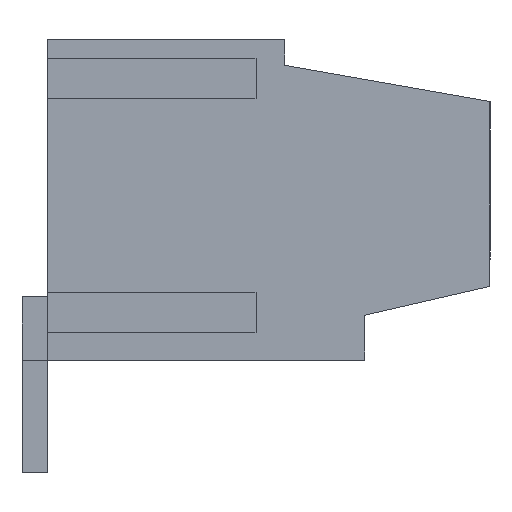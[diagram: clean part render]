
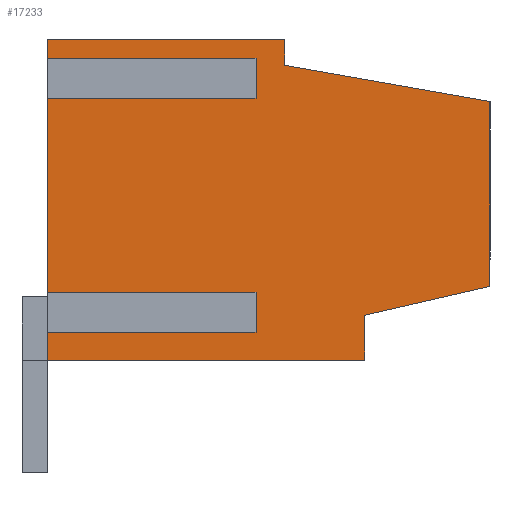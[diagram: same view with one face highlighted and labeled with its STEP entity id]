
A CAD part, left-side view. The second image highlights one B-rep face of the part: STEP entity #17233.
In plain terms, the highlighted planar face has unit normal (-1, 0, 0).
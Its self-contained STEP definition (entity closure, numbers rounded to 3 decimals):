
#17101=AXIS2_PLACEMENT_3D('Plane Axis2P3D',#17098,#17099,#17100) ;
#17098=CARTESIAN_POINT('Axis2P3D Location',(0.55,14.6,0.)) ;
#17103=CARTESIAN_POINT('Line Origine',(0.55,13.8,8.65)) ;
#17107=CARTESIAN_POINT('Vertex',(0.55,13.8,11.994)) ;
#17109=CARTESIAN_POINT('Vertex',(0.55,13.8,5.306)) ;
#17112=CARTESIAN_POINT('Line Origine',(0.55,10.55,5.306)) ;
#17116=CARTESIAN_POINT('Vertex',(0.55,7.3,5.306)) ;
#17119=CARTESIAN_POINT('Line Origine',(0.55,7.3,5.)) ;
#17123=CARTESIAN_POINT('Vertex',(0.55,7.3,4.694)) ;
#17126=CARTESIAN_POINT('Line Origine',(0.55,10.55,4.694)) ;
#17130=CARTESIAN_POINT('Vertex',(0.55,13.8,4.694)) ;
#17133=CARTESIAN_POINT('Line Origine',(0.55,13.8,4.097)) ;
#17137=CARTESIAN_POINT('Vertex',(0.55,13.8,3.5)) ;
#17140=CARTESIAN_POINT('Line Origine',(0.55,8.85,3.5)) ;
#17144=CARTESIAN_POINT('Vertex',(0.55,3.9,3.5)) ;
#17147=CARTESIAN_POINT('Line Origine',(0.55,3.9,4.2)) ;
#17151=CARTESIAN_POINT('Vertex',(0.55,3.9,4.9)) ;
#17154=CARTESIAN_POINT('Line Origine',(0.55,1.95,5.35)) ;
#17158=CARTESIAN_POINT('Vertex',(0.55,0.,5.8)) ;
#17161=CARTESIAN_POINT('Line Origine',(0.55,0.,8.686)) ;
#17165=CARTESIAN_POINT('Vertex',(0.55,0.,11.572)) ;
#17168=CARTESIAN_POINT('Line Origine',(0.55,3.2,12.136)) ;
#17172=CARTESIAN_POINT('Vertex',(0.55,6.4,12.7)) ;
#17175=CARTESIAN_POINT('Line Origine',(0.55,6.4,13.1)) ;
#17179=CARTESIAN_POINT('Vertex',(0.55,6.4,13.5)) ;
#17182=CARTESIAN_POINT('Line Origine',(0.55,10.1,13.5)) ;
#17186=CARTESIAN_POINT('Vertex',(0.55,13.8,13.5)) ;
#17189=CARTESIAN_POINT('Line Origine',(0.55,13.8,13.053)) ;
#17193=CARTESIAN_POINT('Vertex',(0.55,13.8,12.606)) ;
#17196=CARTESIAN_POINT('Line Origine',(0.55,10.55,12.606)) ;
#17200=CARTESIAN_POINT('Vertex',(0.55,7.3,12.606)) ;
#17203=CARTESIAN_POINT('Line Origine',(0.55,7.3,12.3)) ;
#17207=CARTESIAN_POINT('Vertex',(0.55,7.3,11.994)) ;
#17210=CARTESIAN_POINT('Line Origine',(0.55,10.55,11.994)) ;
#17099=DIRECTION('Axis2P3D Direction',(-1.,0.,0.)) ;
#17100=DIRECTION('Axis2P3D XDirection',(0.,-1.,0.)) ;
#17104=DIRECTION('Vector Direction',(0.,0.,-1.)) ;
#17113=DIRECTION('Vector Direction',(0.,-1.,0.)) ;
#17120=DIRECTION('Vector Direction',(0.,0.,-1.)) ;
#17127=DIRECTION('Vector Direction',(0.,-1.,0.)) ;
#17134=DIRECTION('Vector Direction',(0.,0.,-1.)) ;
#17141=DIRECTION('Vector Direction',(0.,-1.,0.)) ;
#17148=DIRECTION('Vector Direction',(0.,0.,1.)) ;
#17155=DIRECTION('Vector Direction',(0.,-0.974,0.225)) ;
#17162=DIRECTION('Vector Direction',(0.,0.,1.)) ;
#17169=DIRECTION('Vector Direction',(0.,0.985,0.174)) ;
#17176=DIRECTION('Vector Direction',(0.,0.,1.)) ;
#17183=DIRECTION('Vector Direction',(0.,1.,0.)) ;
#17190=DIRECTION('Vector Direction',(0.,0.,-1.)) ;
#17197=DIRECTION('Vector Direction',(0.,-1.,0.)) ;
#17204=DIRECTION('Vector Direction',(0.,0.,-1.)) ;
#17211=DIRECTION('Vector Direction',(0.,-1.,0.)) ;
#17105=VECTOR('Line Direction',#17104,1.) ;
#17114=VECTOR('Line Direction',#17113,1.) ;
#17121=VECTOR('Line Direction',#17120,1.) ;
#17128=VECTOR('Line Direction',#17127,1.) ;
#17135=VECTOR('Line Direction',#17134,1.) ;
#17142=VECTOR('Line Direction',#17141,1.) ;
#17149=VECTOR('Line Direction',#17148,1.) ;
#17156=VECTOR('Line Direction',#17155,1.) ;
#17163=VECTOR('Line Direction',#17162,1.) ;
#17170=VECTOR('Line Direction',#17169,1.) ;
#17177=VECTOR('Line Direction',#17176,1.) ;
#17184=VECTOR('Line Direction',#17183,1.) ;
#17191=VECTOR('Line Direction',#17190,1.) ;
#17198=VECTOR('Line Direction',#17197,1.) ;
#17205=VECTOR('Line Direction',#17204,1.) ;
#17212=VECTOR('Line Direction',#17211,1.) ;
#17216=ORIENTED_EDGE('',*,*,#17111,.T.) ;
#17217=ORIENTED_EDGE('',*,*,#17118,.T.) ;
#17218=ORIENTED_EDGE('',*,*,#17125,.T.) ;
#17219=ORIENTED_EDGE('',*,*,#17132,.F.) ;
#17220=ORIENTED_EDGE('',*,*,#17139,.T.) ;
#17221=ORIENTED_EDGE('',*,*,#17146,.T.) ;
#17222=ORIENTED_EDGE('',*,*,#17153,.T.) ;
#17223=ORIENTED_EDGE('',*,*,#17160,.T.) ;
#17224=ORIENTED_EDGE('',*,*,#17167,.T.) ;
#17225=ORIENTED_EDGE('',*,*,#17174,.T.) ;
#17226=ORIENTED_EDGE('',*,*,#17181,.T.) ;
#17227=ORIENTED_EDGE('',*,*,#17188,.T.) ;
#17228=ORIENTED_EDGE('',*,*,#17195,.T.) ;
#17229=ORIENTED_EDGE('',*,*,#17202,.T.) ;
#17230=ORIENTED_EDGE('',*,*,#17209,.T.) ;
#17231=ORIENTED_EDGE('',*,*,#17214,.F.) ;
#17233=ADVANCED_FACE('HOUSING',(#17232),#17102,.T.) ;
#17111=EDGE_CURVE('',#17108,#17110,#17106,.T.) ;
#17118=EDGE_CURVE('',#17110,#17117,#17115,.T.) ;
#17125=EDGE_CURVE('',#17117,#17124,#17122,.T.) ;
#17132=EDGE_CURVE('',#17131,#17124,#17129,.T.) ;
#17139=EDGE_CURVE('',#17131,#17138,#17136,.T.) ;
#17146=EDGE_CURVE('',#17138,#17145,#17143,.T.) ;
#17153=EDGE_CURVE('',#17145,#17152,#17150,.T.) ;
#17160=EDGE_CURVE('',#17152,#17159,#17157,.T.) ;
#17167=EDGE_CURVE('',#17159,#17166,#17164,.T.) ;
#17174=EDGE_CURVE('',#17166,#17173,#17171,.T.) ;
#17181=EDGE_CURVE('',#17173,#17180,#17178,.T.) ;
#17188=EDGE_CURVE('',#17180,#17187,#17185,.T.) ;
#17195=EDGE_CURVE('',#17187,#17194,#17192,.T.) ;
#17202=EDGE_CURVE('',#17194,#17201,#17199,.T.) ;
#17209=EDGE_CURVE('',#17201,#17208,#17206,.T.) ;
#17214=EDGE_CURVE('',#17108,#17208,#17213,.T.) ;
#17215=EDGE_LOOP('',(#17216,#17217,#17218,#17219,#17220,#17221,#17222,#17223,#17224,#17225,#17226,#17227,#17228,#17229,#17230,#17231)) ;
#17232=FACE_OUTER_BOUND('',#17215,.T.) ;
#17106=LINE('Line',#17103,#17105) ;
#17115=LINE('Line',#17112,#17114) ;
#17122=LINE('Line',#17119,#17121) ;
#17129=LINE('Line',#17126,#17128) ;
#17136=LINE('Line',#17133,#17135) ;
#17143=LINE('Line',#17140,#17142) ;
#17150=LINE('Line',#17147,#17149) ;
#17157=LINE('Line',#17154,#17156) ;
#17164=LINE('Line',#17161,#17163) ;
#17171=LINE('Line',#17168,#17170) ;
#17178=LINE('Line',#17175,#17177) ;
#17185=LINE('Line',#17182,#17184) ;
#17192=LINE('Line',#17189,#17191) ;
#17199=LINE('Line',#17196,#17198) ;
#17206=LINE('Line',#17203,#17205) ;
#17213=LINE('Line',#17210,#17212) ;
#17102=PLANE('',#17101) ;
#17108=VERTEX_POINT('',#17107) ;
#17110=VERTEX_POINT('',#17109) ;
#17117=VERTEX_POINT('',#17116) ;
#17124=VERTEX_POINT('',#17123) ;
#17131=VERTEX_POINT('',#17130) ;
#17138=VERTEX_POINT('',#17137) ;
#17145=VERTEX_POINT('',#17144) ;
#17152=VERTEX_POINT('',#17151) ;
#17159=VERTEX_POINT('',#17158) ;
#17166=VERTEX_POINT('',#17165) ;
#17173=VERTEX_POINT('',#17172) ;
#17180=VERTEX_POINT('',#17179) ;
#17187=VERTEX_POINT('',#17186) ;
#17194=VERTEX_POINT('',#17193) ;
#17201=VERTEX_POINT('',#17200) ;
#17208=VERTEX_POINT('',#17207) ;
